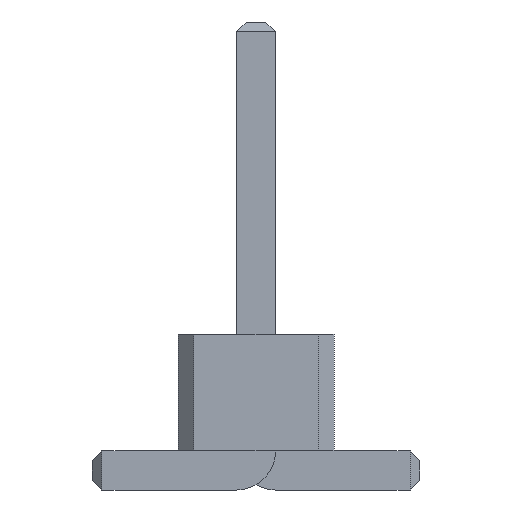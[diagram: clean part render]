
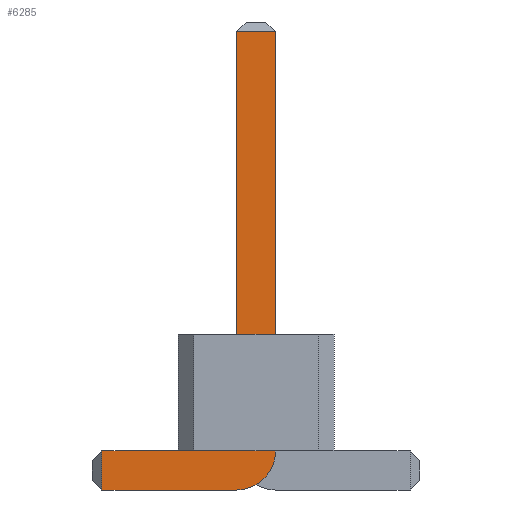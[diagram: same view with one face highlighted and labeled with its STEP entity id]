
A CAD part, front view. The second image highlights one B-rep face of the part: STEP entity #6285.
In plain terms, the highlighted planar face has unit normal (0, -1, 0).
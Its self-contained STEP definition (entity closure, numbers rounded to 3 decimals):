
#13=DIRECTION('',(0.,0.,1.));
#27=VECTOR('',#13,1.);
#56=DIRECTION('',(0.,-1.,0.));
#67=DIRECTION('',(1.,0.,0.));
#1352=VECTOR('',#67,1.);
#1405=DIRECTION('',(-1.,0.,0.));
#2687=VECTOR('',#1405,1.);
#2879=DIRECTION('',(0.,0.,-1.));
#2896=VECTOR('',#2879,1.);
#6141=DIRECTION('',(-0.,-1.,-0.));
#6148=VERTEX_POINT('',#6149);
#6149=CARTESIAN_POINT('',(-1.975,-22.25,0.));
#6151=ORIENTED_EDGE('',*,*,#6152,.T.);
#6152=EDGE_CURVE('',#6148,#6153,#6155,.T.);
#6153=VERTEX_POINT('',#6154);
#6154=CARTESIAN_POINT('',(-0.25,-22.25,0.));
#6155=LINE('',#6156,#1352);
#6156=CARTESIAN_POINT('',(-2.1,-22.25,0.));
#6188=VERTEX_POINT('',#6189);
#6189=CARTESIAN_POINT('',(0.25,-22.25,0.5));
#6192=EDGE_CURVE('',#6153,#6188,#6193,.T.);
#6193=CIRCLE('',#6194,0.5);
#6194=AXIS2_PLACEMENT_3D('',#6195,#56,#2879);
#6195=CARTESIAN_POINT('',(-0.25,-22.25,0.5));
#6203=VERTEX_POINT('',#6195);
#6205=ORIENTED_EDGE('',*,*,#6206,.T.);
#6206=EDGE_CURVE('',#6203,#6207,#6209,.T.);
#6207=VERTEX_POINT('',#6208);
#6208=CARTESIAN_POINT('',(-1.975,-22.25,0.5));
#6209=LINE('',#6195,#2687);
#6219=ORIENTED_EDGE('',*,*,#6220,.T.);
#6220=EDGE_CURVE('',#6188,#6221,#6223,.T.);
#6221=VERTEX_POINT('',#6222);
#6222=CARTESIAN_POINT('',(0.25,-22.25,5.875));
#6223=LINE('',#6224,#27);
#6224=CARTESIAN_POINT('',(0.25,-22.25,0.));
#6236=VERTEX_POINT('',#6237);
#6237=CARTESIAN_POINT('',(-0.25,-22.25,5.875));
#6239=ORIENTED_EDGE('',*,*,#6240,.T.);
#6240=EDGE_CURVE('',#6236,#6203,#6241,.T.);
#6241=LINE('',#6242,#2896);
#6242=CARTESIAN_POINT('',(-0.25,-22.25,6.));
#6285=ADVANCED_FACE('',(#6286),#6295,.T.);
#6286=FACE_BOUND('',#6287,.T.);
#6287=EDGE_LOOP('',(#6151,#6288,#6219,#6289,#6239,#6205,#6292));
#6288=ORIENTED_EDGE('',*,*,#6192,.T.);
#6289=ORIENTED_EDGE('',*,*,#6290,.T.);
#6290=EDGE_CURVE('',#6221,#6236,#6291,.T.);
#6291=LINE('',#6222,#2687);
#6292=ORIENTED_EDGE('',*,*,#6293,.T.);
#6293=EDGE_CURVE('',#6207,#6148,#6294,.T.);
#6294=LINE('',#6208,#2896);
#6295=PLANE('',#6296);
#6296=AXIS2_PLACEMENT_3D('',#6297,#6141,#2879);
#6297=CARTESIAN_POINT('',(-0.316,-22.25,2.391));
